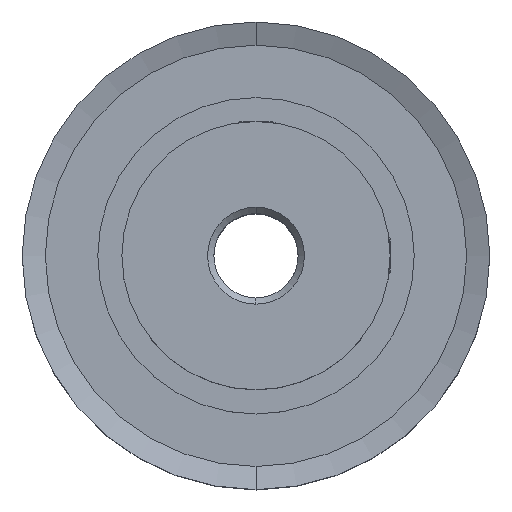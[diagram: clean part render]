
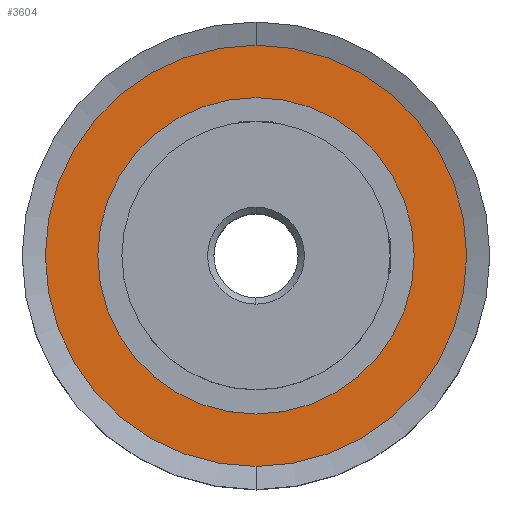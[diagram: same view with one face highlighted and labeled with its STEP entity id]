
A CAD part, top view. The second image highlights one B-rep face of the part: STEP entity #3604.
In plain terms, the highlighted planar face has unit normal (0, 0, 1).
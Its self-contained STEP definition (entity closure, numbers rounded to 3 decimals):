
#540=CARTESIAN_POINT('',(0.,0.,-0.58));
#541=DIRECTION('',(0.,0.,-1.));
#542=DIRECTION('',(1.,0.,0.));
#543=AXIS2_PLACEMENT_3D('',#540,#541,#542);
#549=CARTESIAN_POINT('',(0.,0.,-0.58));
#550=DIRECTION('',(0.,0.,1.));
#551=DIRECTION('',(0.,1.,0.));
#552=AXIS2_PLACEMENT_3D('',#549,#550,#551);
#554=CARTESIAN_POINT('',(0.,0.,-0.58));
#555=DIRECTION('',(0.,0.,-1.));
#556=DIRECTION('',(0.,1.,0.));
#557=AXIS2_PLACEMENT_3D('',#554,#555,#556);
#2423=CARTESIAN_POINT('',(0.,0.,-0.58));
#2424=DIRECTION('',(0.,0.,-1.));
#2425=DIRECTION('',(-1.,0.,0.));
#2426=AXIS2_PLACEMENT_3D('',#2423,#2424,#2425);
#2907=CARTESIAN_POINT('',(0.,15.,-0.58));
#2908=VERTEX_POINT('',#2907);
#2915=CARTESIAN_POINT('',(0.,-15.,-0.58));
#2916=VERTEX_POINT('',#2915);
#2993=CARTESIAN_POINT('',(11.265,0.,-0.58));
#2994=CARTESIAN_POINT('',(-11.265,0.,-0.58));
#2995=VERTEX_POINT('',#2993);
#2996=VERTEX_POINT('',#2994);
#3588=CARTESIAN_POINT('',(0.,0.,-0.58));
#3589=DIRECTION('',(0.,0.,-1.));
#3590=DIRECTION('',(0.,-1.,0.));
#3591=AXIS2_PLACEMENT_3D('',#3588,#3589,#3590);
#3592=PLANE('',#3591);
#3594=ORIENTED_EDGE('',*,*,#3593,.F.);
#3596=ORIENTED_EDGE('',*,*,#3595,.T.);
#3597=EDGE_LOOP('',(#3594,#3596));
#3598=FACE_OUTER_BOUND('',#3597,.F.);
#3599=ORIENTED_EDGE('',*,*,#3578,.F.);
#3601=ORIENTED_EDGE('',*,*,#3600,.F.);
#3602=EDGE_LOOP('',(#3599,#3601));
#3603=FACE_BOUND('',#3602,.F.);
#544=CIRCLE('',#543,11.265);
#553=CIRCLE('',#552,15.);
#558=CIRCLE('',#557,15.);
#2427=CIRCLE('',#2426,11.265);
#3578=EDGE_CURVE('',#2995,#2996,#544,.T.);
#3593=EDGE_CURVE('',#2908,#2916,#553,.T.);
#3595=EDGE_CURVE('',#2908,#2916,#558,.T.);
#3600=EDGE_CURVE('',#2996,#2995,#2427,.T.);
#3604=ADVANCED_FACE('',(#3598,#3603),#3592,.F.);
